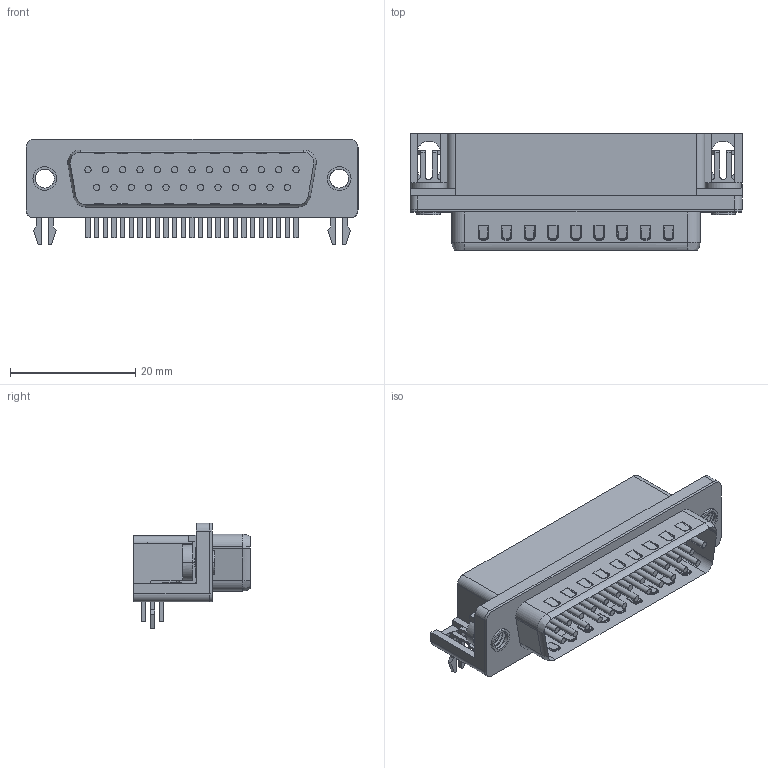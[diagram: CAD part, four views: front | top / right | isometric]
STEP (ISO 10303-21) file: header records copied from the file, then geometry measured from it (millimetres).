
FILE_DESCRIPTION(('CATIA V5 STEP Exchange','CAx-IF Rec.Pracs.--- Model Styling and Organization---1.4--- 2014-01-23'),'2;1');
FILE_NAME ('1213839-2_0', '2020-12-09T08:00:23+00:00', ('none'), ('Weidmueller'), 'CATIA Version 5-6 Release 2016 SP3 HF44', 'CATIA V5 STEP AP214', 'none');
FILE_SCHEMA(('AUTOMOTIVE_DESIGN { 1 0 10303 214 1 1 1 1 }'));
Products named in the file (1): 2724070000
Bounding box: 53.05 x 18.6 x 16.85 mm (x, y, z)
Volume: 6431.4 mm3; surface area: 9965 mm2
Topology: 36 solids, 37 shells, 1508 faces, 3504 edges, 2130 vertices
Faces by surface type: plane 498, bspline 498, cylinder 440, torus 72
Entity records: 45915 total; most frequent: CARTESIAN_POINT 17708, ORIENTED_EDGE 7008, DIRECTION 4062, EDGE_CURVE 3504, VERTEX_POINT 2130, EDGE_LOOP 1588, AXIS2_PLACEMENT_3D 1541, VECTOR 1512
